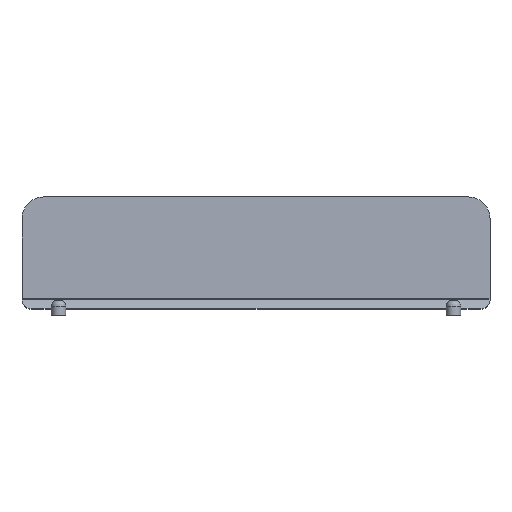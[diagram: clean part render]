
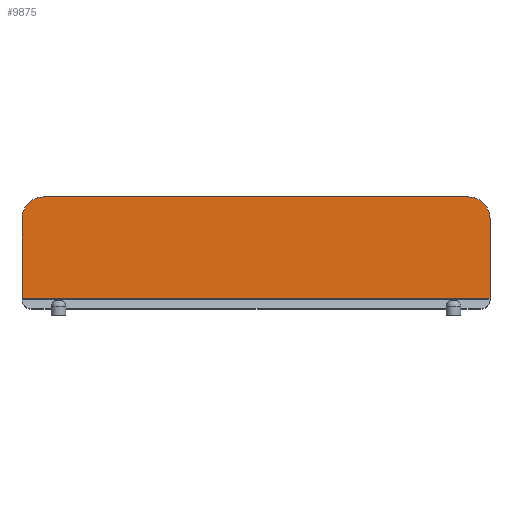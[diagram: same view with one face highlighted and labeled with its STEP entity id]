
A CAD part, front view. The second image highlights one B-rep face of the part: STEP entity #9875.
In plain terms, the highlighted planar face has unit normal (0, -0.999, 0.035).
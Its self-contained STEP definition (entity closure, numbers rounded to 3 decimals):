
#734=PLANE('',#10752);
#1158=FACE_OUTER_BOUND('',#1744,.T.);
#1744=EDGE_LOOP('',(#7677,#7678,#7679,#7680,#7681,#7682));
#2372=LINE('',#16672,#3020);
#2375=LINE('',#16678,#3023);
#2380=LINE('',#16694,#3028);
#2382=LINE('',#16700,#3030);
#3020=VECTOR('',#12750,10.);
#3023=VECTOR('',#12755,10.);
#3028=VECTOR('',#12772,10.);
#3030=VECTOR('',#12780,10.);
#3563=CIRCLE('',#10747,30.);
#3564=CIRCLE('',#10750,30.);
#4275=VERTEX_POINT('',#16664);
#4276=VERTEX_POINT('',#16668);
#4278=VERTEX_POINT('',#16676);
#4282=VERTEX_POINT('',#16688);
#4283=VERTEX_POINT('',#16692);
#4284=VERTEX_POINT('',#16696);
#5492=EDGE_CURVE('',#4275,#4276,#2372,.T.);
#5495=EDGE_CURVE('',#4278,#4276,#2375,.T.);
#5501=EDGE_CURVE('',#4282,#4278,#3563,.T.);
#5503=EDGE_CURVE('',#4283,#4282,#2380,.T.);
#5505=EDGE_CURVE('',#4284,#4283,#3564,.T.);
#5506=EDGE_CURVE('',#4275,#4284,#2382,.T.);
#7677=ORIENTED_EDGE('',*,*,#5492,.T.);
#7678=ORIENTED_EDGE('',*,*,#5495,.F.);
#7679=ORIENTED_EDGE('',*,*,#5501,.F.);
#7680=ORIENTED_EDGE('',*,*,#5503,.F.);
#7681=ORIENTED_EDGE('',*,*,#5505,.F.);
#7682=ORIENTED_EDGE('',*,*,#5506,.F.);
#9875=ADVANCED_FACE('',(#1158),#734,.F.);
#10747=AXIS2_PLACEMENT_3D('',#16690,#12767,#12768);
#10750=AXIS2_PLACEMENT_3D('',#16698,#12776,#12777);
#10752=AXIS2_PLACEMENT_3D('',#16701,#12781,#12782);
#12750=DIRECTION('',(1.,0.,0.));
#12755=DIRECTION('',(0.,-0.035,-0.999));
#12767=DIRECTION('center_axis',(0.,0.999,
-0.035));
#12768=DIRECTION('ref_axis',(0.,0.035,0.999));
#12772=DIRECTION('',(1.,0.,0.));
#12776=DIRECTION('center_axis',(0.,0.999,
-0.035));
#12777=DIRECTION('ref_axis',(-1.,0.,0.));
#12780=DIRECTION('',(0.,0.035,0.999));
#12781=DIRECTION('center_axis',(0.,0.999,
-0.035));
#12782=DIRECTION('ref_axis',(-1.,0.,0.));
#16664=CARTESIAN_POINT('',(-66.918,-71.974,12.681));
#16668=CARTESIAN_POINT('',(573.082,-71.974,12.681));
#16672=CARTESIAN_POINT('',(413.082,-71.974,12.681));
#16676=CARTESIAN_POINT('',(573.082,-68.17,121.597));
#16678=CARTESIAN_POINT('',(573.082,-68.17,121.597));
#16688=CARTESIAN_POINT('',(543.082,-67.123,151.579));
#16690=CARTESIAN_POINT('Origin',(543.082,-68.17,121.597));
#16692=CARTESIAN_POINT('',(-36.918,-67.123,151.579));
#16694=CARTESIAN_POINT('',(-36.918,-67.123,151.579));
#16696=CARTESIAN_POINT('',(-66.918,-68.17,121.597));
#16698=CARTESIAN_POINT('Origin',(-36.918,-68.17,121.597));
#16700=CARTESIAN_POINT('',(-66.918,-72.009,11.664));
#16701=CARTESIAN_POINT('Origin',(253.082,-69.611,80.339));
